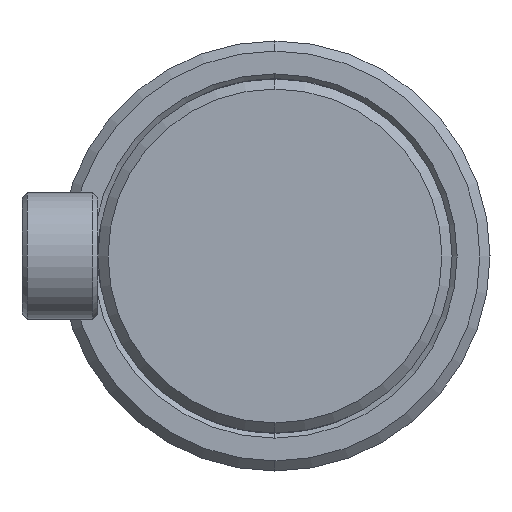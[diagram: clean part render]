
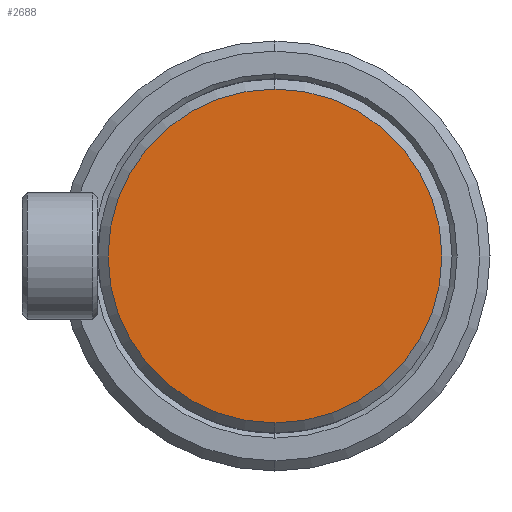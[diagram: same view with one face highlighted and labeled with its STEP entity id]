
A CAD part, left-side view. The second image highlights one B-rep face of the part: STEP entity #2688.
In plain terms, the highlighted planar face has unit normal (-1, 0, 0).
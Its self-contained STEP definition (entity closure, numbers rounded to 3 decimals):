
#15 = CARTESIAN_POINT ( 'NONE',  ( -53., 0., 33. ) ) ;
#227 = CARTESIAN_POINT ( 'NONE',  ( -53., 0., 0. ) ) ;
#298 = DIRECTION ( 'NONE',  ( 1., 0., 0. ) ) ;
#472 = AXIS2_PLACEMENT_3D ( 'NONE', #1063, #298, #2048 ) ;
#474 = DIRECTION ( 'NONE',  ( 0., 0., -1. ) ) ;
#519 = ORIENTED_EDGE ( 'NONE', *, *, #2816, .T. ) ;
#745 = FACE_OUTER_BOUND ( 'NONE', #2085, .T. ) ;
#798 = AXIS2_PLACEMENT_3D ( 'NONE', #227, #1968, #474 ) ;
#931 = AXIS2_PLACEMENT_3D ( 'NONE', #1610, #2299, #984 ) ;
#984 = DIRECTION ( 'NONE',  ( 0., 0., -1. ) ) ;
#1062 = CIRCLE ( 'NONE', #798, 33. ) ;
#1063 = CARTESIAN_POINT ( 'NONE',  ( -53., 35., 0. ) ) ;
#1153 = VERTEX_POINT ( 'NONE', #15 ) ;
#1237 = VERTEX_POINT ( 'NONE', #3037 ) ;
#1386 = EDGE_CURVE ( 'NONE', #1237, #1153, #2654, .T. ) ;
#1610 = CARTESIAN_POINT ( 'NONE',  ( -53., 0., 0. ) ) ;
#1968 = DIRECTION ( 'NONE',  ( -1., 0., 0. ) ) ;
#1982 = ORIENTED_EDGE ( 'NONE', *, *, #1386, .T. ) ;
#2048 = DIRECTION ( 'NONE',  ( 0., 0., -1. ) ) ;
#2085 = EDGE_LOOP ( 'NONE', ( #1982, #519 ) ) ;
#2299 = DIRECTION ( 'NONE',  ( -1., 0., 0. ) ) ;
#2654 = CIRCLE ( 'NONE', #931, 33. ) ;
#2688 = ADVANCED_FACE ( 'NONE', ( #745 ), #2744, .F. ) ;
#2744 = PLANE ( 'NONE',  #472 ) ;
#2816 = EDGE_CURVE ( 'NONE', #1153, #1237, #1062, .T. ) ;
#3037 = CARTESIAN_POINT ( 'NONE',  ( -53., 0., -33. ) ) ;
